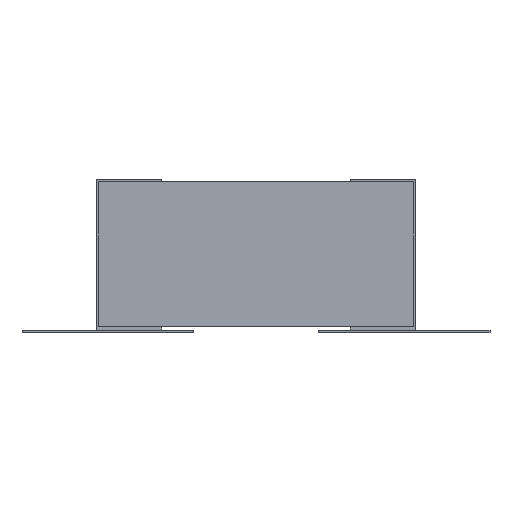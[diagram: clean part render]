
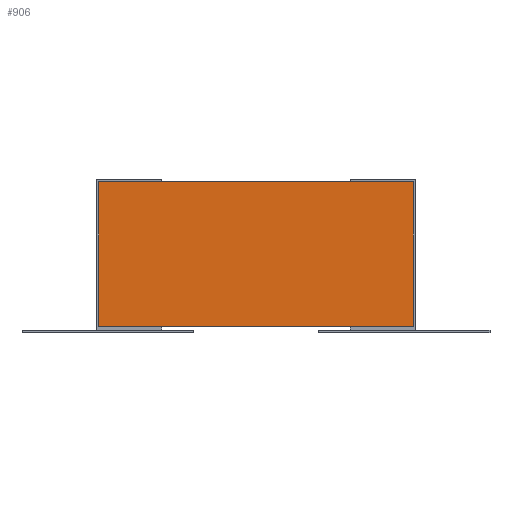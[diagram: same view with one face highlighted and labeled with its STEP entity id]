
A CAD part, left-side view. The second image highlights one B-rep face of the part: STEP entity #906.
In plain terms, the highlighted planar face has unit normal (-1, 0, 0).
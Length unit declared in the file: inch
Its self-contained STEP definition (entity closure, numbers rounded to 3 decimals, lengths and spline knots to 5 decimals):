
#54 = DIRECTION ( 'NONE',  ( -1., 0., 0. ) ) ;
#159 = EDGE_CURVE ( 'NONE', #1814, #404, #171, .T. ) ;
#171 = LINE ( 'NONE', #1317, #500 ) ;
#203 = ORIENTED_EDGE ( 'NONE', *, *, #1156, .T. ) ;
#256 = CARTESIAN_POINT ( 'NONE',  ( -0.01969, -0.02461, 0.02662 ) ) ;
#344 = VERTEX_POINT ( 'NONE', #968 ) ;
#403 = VERTEX_POINT ( 'NONE', #978 ) ;
#404 = VERTEX_POINT ( 'NONE', #1557 ) ;
#500 = VECTOR ( 'NONE', #1475, 39.37008 ) ;
#517 = DIRECTION ( 'NONE',  ( 0., 0., 1. ) ) ;
#555 = ORIENTED_EDGE ( 'NONE', *, *, #1483, .T. ) ;
#615 = PLANE ( 'NONE',  #1771 ) ;
#732 = FACE_OUTER_BOUND ( 'NONE', #1402, .T. ) ;
#801 = LINE ( 'NONE', #1528, #1468 ) ;
#858 = ORIENTED_EDGE ( 'NONE', *, *, #1823, .F. ) ;
#906 = ADVANCED_FACE ( 'NONE', ( #732 ), #615, .T. ) ;
#917 = DIRECTION ( 'NONE',  ( 0., 0., 1. ) ) ;
#968 = CARTESIAN_POINT ( 'NONE',  ( -0.01969, -0.02461, 0.02662 ) ) ;
#978 = CARTESIAN_POINT ( 'NONE',  ( -0.01969, 0.02461, 0.02662 ) ) ;
#1006 = DIRECTION ( 'NONE',  ( 0., 1., 0. ) ) ;
#1022 = CARTESIAN_POINT ( 'NONE',  ( -0.01969, -0.02461, 0.00398 ) ) ;
#1116 = ORIENTED_EDGE ( 'NONE', *, *, #159, .F. ) ;
#1123 = CARTESIAN_POINT ( 'NONE',  ( -0.01969, 0.02461, 0.00398 ) ) ;
#1156 = EDGE_CURVE ( 'NONE', #344, #403, #1835, .T. ) ;
#1161 = VECTOR ( 'NONE', #517, 39.37008 ) ;
#1179 = DIRECTION ( 'NONE',  ( 0., 0., 1. ) ) ;
#1317 = CARTESIAN_POINT ( 'NONE',  ( -0.01969, -0.02461, 0.00398 ) ) ;
#1402 = EDGE_LOOP ( 'NONE', ( #555, #203, #858, #1116 ) ) ;
#1451 = VECTOR ( 'NONE', #1006, 39.37008 ) ;
#1468 = VECTOR ( 'NONE', #917, 39.37008 ) ;
#1475 = DIRECTION ( 'NONE',  ( 0., 1., 0. ) ) ;
#1483 = EDGE_CURVE ( 'NONE', #1814, #344, #801, .T. ) ;
#1526 = CARTESIAN_POINT ( 'NONE',  ( -0.01969, -0.02461, 0.00398 ) ) ;
#1528 = CARTESIAN_POINT ( 'NONE',  ( -0.01969, -0.02461, 0.00398 ) ) ;
#1557 = CARTESIAN_POINT ( 'NONE',  ( -0.01969, 0.02461, 0.00398 ) ) ;
#1771 = AXIS2_PLACEMENT_3D ( 'NONE', #1022, #54, #1179 ) ;
#1814 = VERTEX_POINT ( 'NONE', #1526 ) ;
#1823 = EDGE_CURVE ( 'NONE', #404, #403, #1854, .T. ) ;
#1835 = LINE ( 'NONE', #256, #1451 ) ;
#1854 = LINE ( 'NONE', #1123, #1161 ) ;
